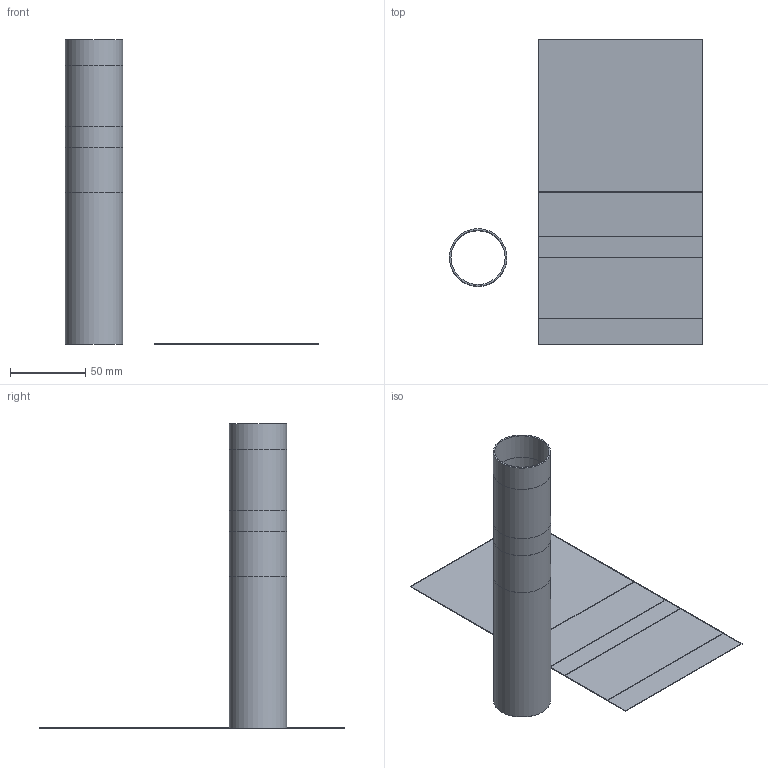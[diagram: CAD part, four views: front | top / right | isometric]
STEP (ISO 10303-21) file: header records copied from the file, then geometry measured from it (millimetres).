
FILE_DESCRIPTION(/* description */ (''),/* implementation_level */ '2;1');
FILE_NAME(/* name */ 'Printable Plunger Tube v4.step',/* time_stamp */ '2022-04-19T12:19:55-04:00',/* author */ (''),/* organization */ (''),/* preprocessor_version */ 'ST-DEVELOPER v18.1',/* originating_system */ 'Autodesk Translation Framework v10.14.0.1471',/* authorisation */ '');
FILE_SCHEMA (('AUTOMOTIVE_DESIGN { 1 0 10303 214 3 1 1 }'));
Length unit declared in the file: millimetre
Products named in the file (1): Printable Plunger Tube
Bounding box: 168.87 x 203.2 x 203.2 mm (x, y, z)
Volume: 133439.8 mm3; surface area: 350251.9 mm2
Topology: 10 solids, 10 shells, 50 faces, 90 edges, 60 vertices
Faces by surface type: plane 40, cylinder 10
Full cylindrical faces by diameter (mm): 36.1 x5, 38.3 x5
Entity records: 1272 total; most frequent: DIRECTION 212, CARTESIAN_POINT 201, ORIENTED_EDGE 180, EDGE_CURVE 90, AXIS2_PLACEMENT_3D 71, LINE 70, VECTOR 70, EDGE_LOOP 60
